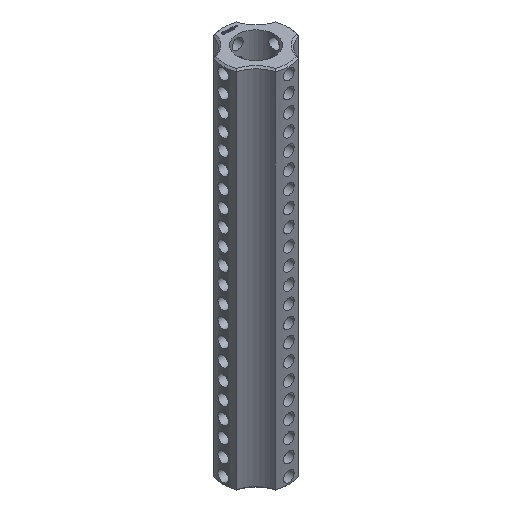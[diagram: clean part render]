
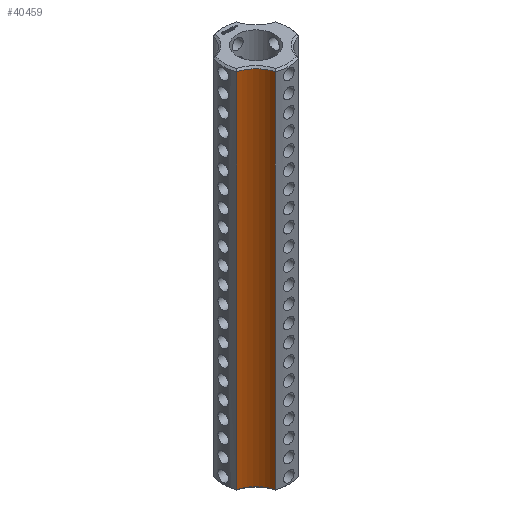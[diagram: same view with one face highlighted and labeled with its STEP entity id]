
A CAD part, isometric view. The second image highlights one B-rep face of the part: STEP entity #40459.
In plain terms, the highlighted cylindrical face has radius 5 mm (diameter 10 mm), a partial arc.
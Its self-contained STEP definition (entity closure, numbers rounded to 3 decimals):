
#4831 = CYLINDRICAL_SURFACE('',#4832,6.25);
#4832 = AXIS2_PLACEMENT_3D('',#4833,#4834,#4835);
#4833 = CARTESIAN_POINT('',(0.,0.,0.));
#4834 = DIRECTION('',(-0.,-0.,-1.));
#4835 = DIRECTION('',(1.,0.,0.));
#10802 = EDGE_CURVE('',#10803,#10805,#10807,.T.);
#10803 = VERTEX_POINT('',#10804);
#10804 = CARTESIAN_POINT('',(-2.225,-5.841,0.3));
#10805 = VERTEX_POINT('',#10806);
#10806 = CARTESIAN_POINT('',(-2.225,-5.841,68.45));
#10807 = SURFACE_CURVE('',#10808,(#10812,#10819),.PCURVE_S1.);
#10808 = LINE('',#10809,#10810);
#10809 = CARTESIAN_POINT('',(-2.225,-5.841,0.));
#10810 = VECTOR('',#10811,1.);
#10811 = DIRECTION('',(0.,0.,1.));
#10812 = PCURVE('',#4831,#10813);
#10813 = DEFINITIONAL_REPRESENTATION('',(#10814),#10818);
#10814 = LINE('',#10815,#10816);
#10815 = CARTESIAN_POINT('',(-4.348,0.));
#10816 = VECTOR('',#10817,1.);
#10817 = DIRECTION('',(-0.,-1.));
#10818 = ( GEOMETRIC_REPRESENTATION_CONTEXT(2) 
PARAMETRIC_REPRESENTATION_CONTEXT() REPRESENTATION_CONTEXT('2D SPACE',''
  ) );
#10819 = PCURVE('',#10820,#10825);
#10820 = CYLINDRICAL_SURFACE('',#10821,5.);
#10821 = AXIS2_PLACEMENT_3D('',#10822,#10823,#10824);
#10822 = CARTESIAN_POINT('',(-7.071,-7.071,0.));
#10823 = DIRECTION('',(-0.,-0.,-1.));
#10824 = DIRECTION('',(1.,0.,0.));
#10825 = DEFINITIONAL_REPRESENTATION('',(#10826),#10830);
#10826 = LINE('',#10827,#10828);
#10827 = CARTESIAN_POINT('',(-0.249,0.));
#10828 = VECTOR('',#10829,1.);
#10829 = DIRECTION('',(-0.,-1.));
#10830 = ( GEOMETRIC_REPRESENTATION_CONTEXT(2) 
PARAMETRIC_REPRESENTATION_CONTEXT() REPRESENTATION_CONTEXT('2D SPACE',''
  ) );
#14680 = CONICAL_SURFACE('',#14681,5.,0.785);
#14681 = AXIS2_PLACEMENT_3D('',#14682,#14683,#14684);
#14682 = CARTESIAN_POINT('',(-7.071,-7.071,0.3));
#14683 = DIRECTION('',(-0.,-0.,-1.));
#14684 = DIRECTION('',(0.969,0.246,0.));
#14882 = CONICAL_SURFACE('',#14883,5.,0.785);
#14883 = AXIS2_PLACEMENT_3D('',#14884,#14885,#14886);
#14884 = CARTESIAN_POINT('',(-7.071,-7.071,68.45));
#14885 = DIRECTION('',(0.,0.,1.));
#14886 = DIRECTION('',(0.969,0.246,0.));
#40459 = ADVANCED_FACE('',(#40460),#10820,.F.);
#40460 = FACE_BOUND('',#40461,.T.);
#40461 = EDGE_LOOP('',(#40462,#40463,#40487,#40515));
#40462 = ORIENTED_EDGE('',*,*,#10802,.T.);
#40463 = ORIENTED_EDGE('',*,*,#40464,.T.);
#40464 = EDGE_CURVE('',#10805,#40465,#40467,.T.);
#40465 = VERTEX_POINT('',#40466);
#40466 = CARTESIAN_POINT('',(-5.841,-2.225,68.45));
#40467 = SURFACE_CURVE('',#40468,(#40473,#40480),.PCURVE_S1.);
#40468 = CIRCLE('',#40469,5.);
#40469 = AXIS2_PLACEMENT_3D('',#40470,#40471,#40472);
#40470 = CARTESIAN_POINT('',(-7.071,-7.071,68.45));
#40471 = DIRECTION('',(0.,-0.,1.));
#40472 = DIRECTION('',(0.969,0.246,0.));
#40473 = PCURVE('',#10820,#40474);
#40474 = DEFINITIONAL_REPRESENTATION('',(#40475),#40479);
#40475 = LINE('',#40476,#40477);
#40476 = CARTESIAN_POINT('',(-0.249,-68.45));
#40477 = VECTOR('',#40478,1.);
#40478 = DIRECTION('',(-1.,0.));
#40479 = ( GEOMETRIC_REPRESENTATION_CONTEXT(2) 
PARAMETRIC_REPRESENTATION_CONTEXT() REPRESENTATION_CONTEXT('2D SPACE',''
  ) );
#40480 = PCURVE('',#14882,#40481);
#40481 = DEFINITIONAL_REPRESENTATION('',(#40482),#40486);
#40482 = LINE('',#40483,#40484);
#40483 = CARTESIAN_POINT('',(0.,0.));
#40484 = VECTOR('',#40485,1.);
#40485 = DIRECTION('',(1.,0.));
#40486 = ( GEOMETRIC_REPRESENTATION_CONTEXT(2) 
PARAMETRIC_REPRESENTATION_CONTEXT() REPRESENTATION_CONTEXT('2D SPACE',''
  ) );
#40487 = ORIENTED_EDGE('',*,*,#40488,.F.);
#40488 = EDGE_CURVE('',#40489,#40465,#40491,.T.);
#40489 = VERTEX_POINT('',#40490);
#40490 = CARTESIAN_POINT('',(-5.841,-2.225,0.3));
#40491 = SURFACE_CURVE('',#40492,(#40496,#40503),.PCURVE_S1.);
#40492 = LINE('',#40493,#40494);
#40493 = CARTESIAN_POINT('',(-5.841,-2.225,0.));
#40494 = VECTOR('',#40495,1.);
#40495 = DIRECTION('',(0.,0.,1.));
#40496 = PCURVE('',#10820,#40497);
#40497 = DEFINITIONAL_REPRESENTATION('',(#40498),#40502);
#40498 = LINE('',#40499,#40500);
#40499 = CARTESIAN_POINT('',(-1.322,0.));
#40500 = VECTOR('',#40501,1.);
#40501 = DIRECTION('',(-0.,-1.));
#40502 = ( GEOMETRIC_REPRESENTATION_CONTEXT(2) 
PARAMETRIC_REPRESENTATION_CONTEXT() REPRESENTATION_CONTEXT('2D SPACE',''
  ) );
#40503 = PCURVE('',#40504,#40509);
#40504 = CYLINDRICAL_SURFACE('',#40505,6.25);
#40505 = AXIS2_PLACEMENT_3D('',#40506,#40507,#40508);
#40506 = CARTESIAN_POINT('',(0.,0.,0.));
#40507 = DIRECTION('',(-0.,-0.,-1.));
#40508 = DIRECTION('',(1.,0.,0.));
#40509 = DEFINITIONAL_REPRESENTATION('',(#40510),#40514);
#40510 = LINE('',#40511,#40512);
#40511 = CARTESIAN_POINT('',(-3.506,0.));
#40512 = VECTOR('',#40513,1.);
#40513 = DIRECTION('',(-0.,-1.));
#40514 = ( GEOMETRIC_REPRESENTATION_CONTEXT(2) 
PARAMETRIC_REPRESENTATION_CONTEXT() REPRESENTATION_CONTEXT('2D SPACE',''
  ) );
#40515 = ORIENTED_EDGE('',*,*,#40516,.F.);
#40516 = EDGE_CURVE('',#10803,#40489,#40517,.T.);
#40517 = SURFACE_CURVE('',#40518,(#40523,#40530),.PCURVE_S1.);
#40518 = CIRCLE('',#40519,5.);
#40519 = AXIS2_PLACEMENT_3D('',#40520,#40521,#40522);
#40520 = CARTESIAN_POINT('',(-7.071,-7.071,0.3));
#40521 = DIRECTION('',(0.,-0.,1.));
#40522 = DIRECTION('',(0.969,0.246,0.));
#40523 = PCURVE('',#10820,#40524);
#40524 = DEFINITIONAL_REPRESENTATION('',(#40525),#40529);
#40525 = LINE('',#40526,#40527);
#40526 = CARTESIAN_POINT('',(-0.249,-0.3));
#40527 = VECTOR('',#40528,1.);
#40528 = DIRECTION('',(-1.,0.));
#40529 = ( GEOMETRIC_REPRESENTATION_CONTEXT(2) 
PARAMETRIC_REPRESENTATION_CONTEXT() REPRESENTATION_CONTEXT('2D SPACE',''
  ) );
#40530 = PCURVE('',#14680,#40531);
#40531 = DEFINITIONAL_REPRESENTATION('',(#40532),#40536);
#40532 = LINE('',#40533,#40534);
#40533 = CARTESIAN_POINT('',(-0.,0.));
#40534 = VECTOR('',#40535,1.);
#40535 = DIRECTION('',(-1.,0.));
#40536 = ( GEOMETRIC_REPRESENTATION_CONTEXT(2) 
PARAMETRIC_REPRESENTATION_CONTEXT() REPRESENTATION_CONTEXT('2D SPACE',''
  ) );
